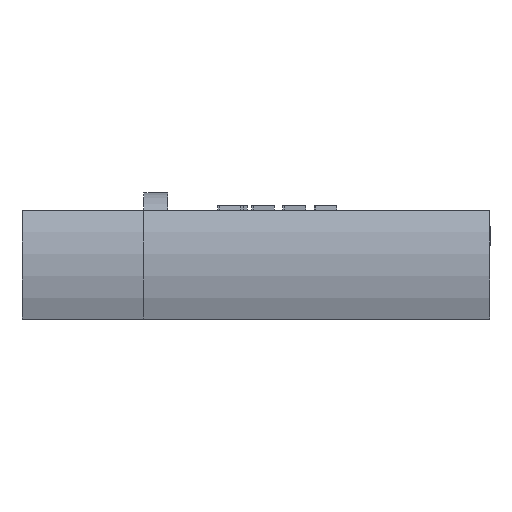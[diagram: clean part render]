
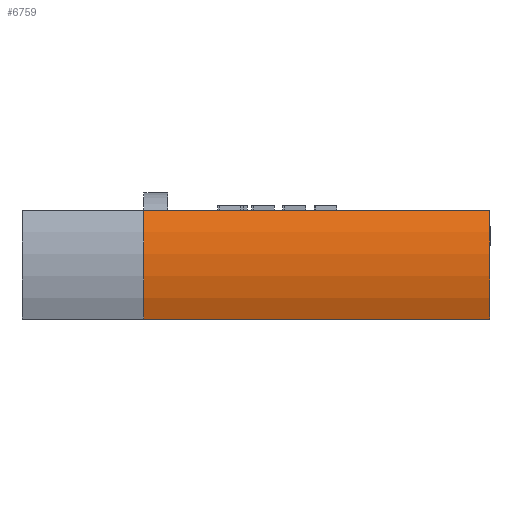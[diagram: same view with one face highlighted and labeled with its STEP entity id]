
A CAD part, front view. The second image highlights one B-rep face of the part: STEP entity #6759.
In plain terms, the highlighted cylindrical face has radius 15 mm (diameter 30 mm), a partial arc.
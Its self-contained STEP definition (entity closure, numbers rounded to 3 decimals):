
#282 = VERTEX_POINT('',#283);
#283 = CARTESIAN_POINT('',(-18.071,-13.891,
    9.711));
#289 = EDGE_CURVE('',#282,#290,#292,.T.);
#290 = VERTEX_POINT('',#291);
#291 = CARTESIAN_POINT('',(18.,-13.891,9.711));
#292 = LINE('',#293,#294);
#293 = CARTESIAN_POINT('',(-18.071,-13.891,
    9.711));
#294 = VECTOR('',#295,1.);
#295 = DIRECTION('',(1.,0.,0.));
#6497 = VERTEX_POINT('',#6498);
#6498 = CARTESIAN_POINT('',(-18.071,-13.891,
    -1.611));
#6504 = EDGE_CURVE('',#6497,#6505,#6507,.T.);
#6505 = VERTEX_POINT('',#6506);
#6506 = CARTESIAN_POINT('',(18.,-13.891,-1.611));
#6507 = LINE('',#6508,#6509);
#6508 = CARTESIAN_POINT('',(-18.071,-13.891,
    -1.611));
#6509 = VECTOR('',#6510,1.);
#6510 = DIRECTION('',(1.,0.,0.));
#6759 = ADVANCED_FACE('',(#6760),#6778,.T.);
#6760 = FACE_BOUND('',#6761,.F.);
#6761 = EDGE_LOOP('',(#6762,#6769,#6770,#6777));
#6762 = ORIENTED_EDGE('',*,*,#6763,.F.);
#6763 = EDGE_CURVE('',#282,#6497,#6764,.T.);
#6764 = CIRCLE('',#6765,15.);
#6765 = AXIS2_PLACEMENT_3D('',#6766,#6767,#6768);
#6766 = CARTESIAN_POINT('',(-18.071,0.,4.05));
#6767 = DIRECTION('',(1.,0.,0.));
#6768 = DIRECTION('',(0.,1.,0.));
#6769 = ORIENTED_EDGE('',*,*,#289,.T.);
#6770 = ORIENTED_EDGE('',*,*,#6771,.F.);
#6771 = EDGE_CURVE('',#6505,#290,#6772,.T.);
#6772 = CIRCLE('',#6773,15.);
#6773 = AXIS2_PLACEMENT_3D('',#6774,#6775,#6776);
#6774 = CARTESIAN_POINT('',(18.,0.,4.05));
#6775 = DIRECTION('',(-1.,0.,0.));
#6776 = DIRECTION('',(0.,1.,0.));
#6777 = ORIENTED_EDGE('',*,*,#6504,.F.);
#6778 = CYLINDRICAL_SURFACE('',#6779,15.);
#6779 = AXIS2_PLACEMENT_3D('',#6780,#6781,#6782);
#6780 = CARTESIAN_POINT('',(-18.071,0.,4.05));
#6781 = DIRECTION('',(-1.,0.,0.));
#6782 = DIRECTION('',(0.,1.,0.));
